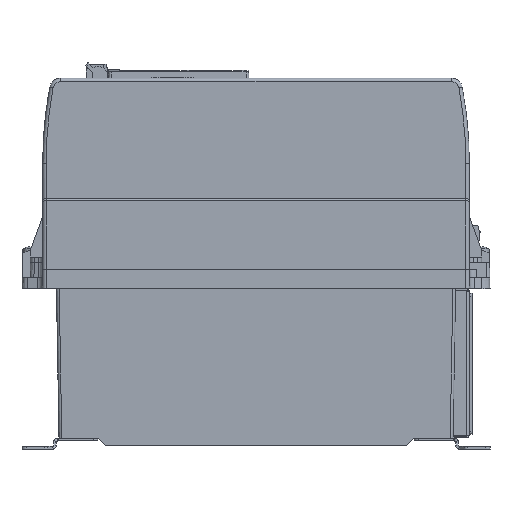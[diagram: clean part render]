
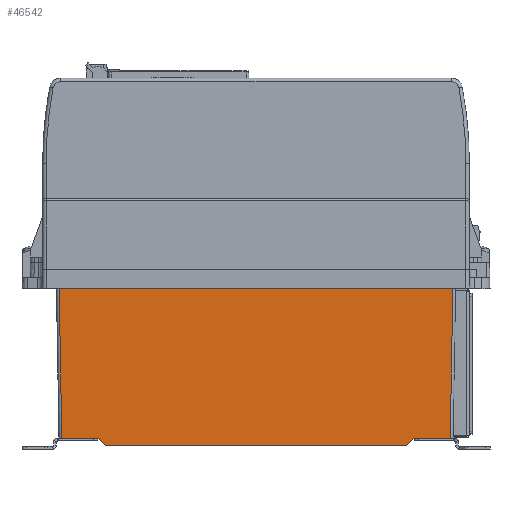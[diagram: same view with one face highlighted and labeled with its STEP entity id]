
A CAD part, left-side view. The second image highlights one B-rep face of the part: STEP entity #46542.
In plain terms, the highlighted planar face has unit normal (-1, 0, -0.018).
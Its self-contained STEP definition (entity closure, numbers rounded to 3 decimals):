
#10307 = DIRECTION ( 'NONE',  ( 0., -1., 0. ) ) ;
#10308 = VECTOR ( 'NONE', #10307, 1000. ) ;
#10309 = CARTESIAN_POINT ( 'NONE',  ( -73.106, 25., -108.5 ) ) ;
#10315 = LINE ( 'NONE', #10309, #10308 ) ;
#10337 = DIRECTION ( 'NONE',  ( -0.012, -0.707, 0.707 ) ) ;
#10338 = VECTOR ( 'NONE', #10337, 1000. ) ;
#10339 = CARTESIAN_POINT ( 'NONE',  ( -74.319, -14.006, -38.994 ) ) ;
#10341 = LINE ( 'NONE', #10339, #10338 ) ;
#10357 = CARTESIAN_POINT ( 'NONE',  ( -73.106, 28.894, -108.499 ) ) ;
#10361 = CARTESIAN_POINT ( 'NONE',  ( -73.106, 284.5, -108.5 ) ) ;
#10383 = CARTESIAN_POINT ( 'NONE',  ( -73.01, 279., -114. ) ) ;
#10384 = DIRECTION ( 'NONE',  ( 0., 1., 0. ) ) ;
#10385 = VECTOR ( 'NONE', #10384, 1000. ) ;
#10386 = CARTESIAN_POINT ( 'NONE',  ( -73.01, 25., -114. ) ) ;
#10391 = LINE ( 'NONE', #10386, #10385 ) ;
#10393 = CARTESIAN_POINT ( 'NONE',  ( -73.01, 61., -114. ) ) ;
#10413 = DIRECTION ( 'NONE',  ( 0.012, -0.707, -0.707 ) ) ;
#10414 = VECTOR ( 'NONE', #10413, 1000. ) ;
#10415 = CARTESIAN_POINT ( 'NONE',  ( -71.789, 209.028, -183.972 ) ) ;
#10416 = LINE ( 'NONE', #10415, #10414 ) ;
#10653 = CARTESIAN_POINT ( 'NONE',  ( -73.106, 55.5, -108.5 ) ) ;
#10841 = CARTESIAN_POINT ( 'NONE',  ( -75., 313., 0. ) ) ;
#10842 = CARTESIAN_POINT ( 'NONE',  ( -75., 27., 0. ) ) ;
#11092 = DIRECTION ( 'NONE',  ( 0., 1., 0. ) ) ;
#11093 = VECTOR ( 'NONE', #11092, 1000. ) ;
#11095 = CARTESIAN_POINT ( 'NONE',  ( -75., 25., 0. ) ) ;
#11096 = LINE ( 'NONE', #11095, #11093 ) ;
#19730 = FACE_OUTER_BOUND ( 'NONE', #46543, .T. ) ;
#19735 = DIRECTION ( 'NONE',  ( 0., -1., 0. ) ) ;
#19736 = VECTOR ( 'NONE', #19735, 1000. ) ;
#19737 = CARTESIAN_POINT ( 'NONE',  ( -73.106, 25., -108.5 ) ) ;
#19738 = LINE ( 'NONE', #19737, #19736 ) ;
#19776 = DIRECTION ( 'NONE',  ( -0.017, -0.017, 1. ) ) ;
#19777 = VECTOR ( 'NONE', #19776, 1000. ) ;
#19778 = CARTESIAN_POINT ( 'NONE',  ( -75.001, 26.999, 0.035 ) ) ;
#19780 = LINE ( 'NONE', #19778, #19777 ) ;
#19782 = CARTESIAN_POINT ( 'NONE',  ( -73.106, 311.106, -108.5 ) ) ;
#19783 = DIRECTION ( 'NONE',  ( 0.017, -0.017, -1. ) ) ;
#19785 = VECTOR ( 'NONE', #19783, 1000. ) ;
#19787 = CARTESIAN_POINT ( 'NONE',  ( -74.912, 312.913, -5.024 ) ) ;
#19789 = LINE ( 'NONE', #19787, #19785 ) ;
#19792 = DIRECTION ( 'NONE',  ( 0.017, 0., -1. ) ) ;
#19793 = DIRECTION ( 'NONE',  ( -1., 0., -0.017 ) ) ;
#19795 = CARTESIAN_POINT ( 'NONE',  ( -75., 25., 0. ) ) ;
#19796 = AXIS2_PLACEMENT_3D ( 'NONE', #19795, #19793, #19792 ) ;
#19799 = PLANE ( 'NONE',  #19796 ) ;
#45352 = EDGE_CURVE ( 'NONE', #45477, #45369, #10315, .T. ) ;
#45362 = EDGE_CURVE ( 'NONE', #45376, #45477, #10341, .T. ) ;
#45366 = VERTEX_POINT ( 'NONE', #10361 ) ;
#45369 = VERTEX_POINT ( 'NONE', #10357 ) ;
#45376 = VERTEX_POINT ( 'NONE', #10393 ) ;
#45379 = EDGE_CURVE ( 'NONE', #45376, #45380, #10391, .T. ) ;
#45380 = VERTEX_POINT ( 'NONE', #10383 ) ;
#45395 = EDGE_CURVE ( 'NONE', #45366, #45380, #10416, .T. ) ;
#45477 = VERTEX_POINT ( 'NONE', #10653 ) ;
#45565 = VERTEX_POINT ( 'NONE', #10842 ) ;
#45566 = VERTEX_POINT ( 'NONE', #10841 ) ;
#45655 = EDGE_CURVE ( 'NONE', #45565, #45566, #11096, .T. ) ;
#46534 = EDGE_CURVE ( 'NONE', #46549, #45366, #19738, .T. ) ;
#46537 = ORIENTED_EDGE ( 'NONE', *, *, #46534, .T. ) ;
#46538 = ORIENTED_EDGE ( 'NONE', *, *, #45395, .T. ) ;
#46541 = ORIENTED_EDGE ( 'NONE', *, *, #45352, .T. ) ;
#46542 = ADVANCED_FACE ( 'NONE', ( #19730 ), #19799, .T. ) ;
#46543 = EDGE_LOOP ( 'NONE', ( #46544, #46547, #46537, #46538, #46545, #46546, #46541, #46550 ) ) ;
#46544 = ORIENTED_EDGE ( 'NONE', *, *, #45655, .T. ) ;
#46545 = ORIENTED_EDGE ( 'NONE', *, *, #45379, .F. ) ;
#46546 = ORIENTED_EDGE ( 'NONE', *, *, #45362, .T. ) ;
#46547 = ORIENTED_EDGE ( 'NONE', *, *, #46548, .T. ) ;
#46548 = EDGE_CURVE ( 'NONE', #45566, #46549, #19789, .T. ) ;
#46549 = VERTEX_POINT ( 'NONE', #19782 ) ;
#46550 = ORIENTED_EDGE ( 'NONE', *, *, #46551, .T. ) ;
#46551 = EDGE_CURVE ( 'NONE', #45369, #45565, #19780, .T. ) ;
